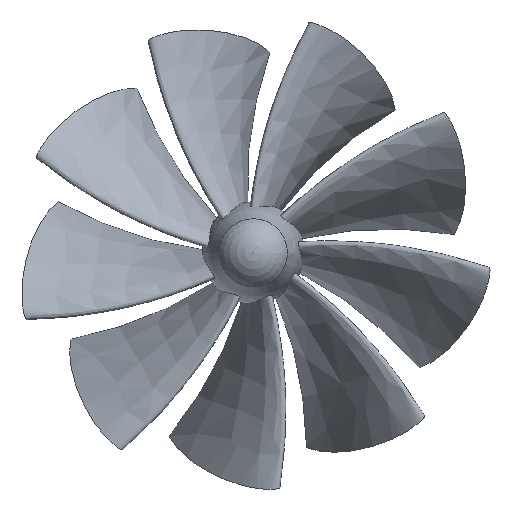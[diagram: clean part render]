
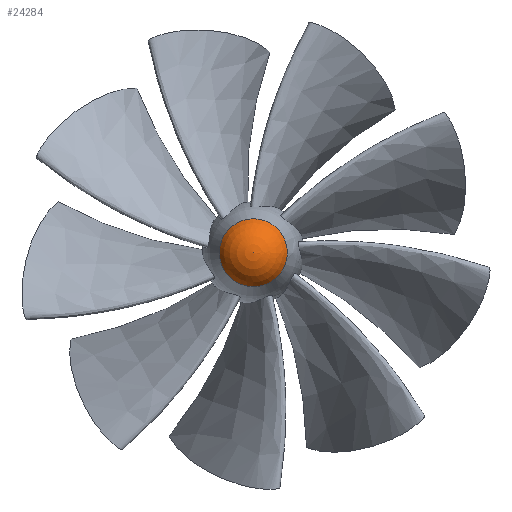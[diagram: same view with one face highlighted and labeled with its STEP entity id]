
A CAD part, top view. The second image highlights one B-rep face of the part: STEP entity #24284.
In plain terms, the highlighted spherical face has radius 5.842 mm.
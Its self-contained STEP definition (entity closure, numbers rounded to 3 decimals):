
#584 = SURFACE_OF_REVOLUTION('',#585,#590);
#585 = CIRCLE('',#586,30.83);
#586 = AXIS2_PLACEMENT_3D('',#587,#588,#589);
#587 = CARTESIAN_POINT('',(-22.83,0.,
    10.));
#588 = DIRECTION('',(0.,-1.,0.));
#589 = DIRECTION('',(1.,0.,0.));
#590 = AXIS1_PLACEMENT('',#591,#592);
#591 = CARTESIAN_POINT('',(0.,0.,0.));
#592 = DIRECTION('',(0.,0.,1.));
#13392 = VERTEX_POINT('',#13393);
#13393 = CARTESIAN_POINT('',(5.338,0.,
    22.533));
#13415 = EDGE_CURVE('',#13392,#13392,#13416,.T.);
#13416 = SURFACE_CURVE('',#13417,(#13422,#13429),.PCURVE_S1.);
#13417 = CIRCLE('',#13418,5.338);
#13418 = AXIS2_PLACEMENT_3D('',#13419,#13420,#13421);
#13419 = CARTESIAN_POINT('',(0.,0.,22.533));
#13420 = DIRECTION('',(0.,0.,1.));
#13421 = DIRECTION('',(1.,0.,0.));
#13422 = PCURVE('',#584,#13423);
#13423 = DEFINITIONAL_REPRESENTATION('',(#13424),#13428);
#13424 = LINE('',#13425,#13426);
#13425 = CARTESIAN_POINT('',(0.,6.702));
#13426 = VECTOR('',#13427,1.);
#13427 = DIRECTION('',(1.,0.));
#13428 = ( GEOMETRIC_REPRESENTATION_CONTEXT(2) 
PARAMETRIC_REPRESENTATION_CONTEXT() REPRESENTATION_CONTEXT('2D SPACE',''
  ) );
#13429 = PCURVE('',#13430,#13435);
#13430 = SPHERICAL_SURFACE('',#13431,5.842);
#13431 = AXIS2_PLACEMENT_3D('',#13432,#13433,#13434);
#13432 = CARTESIAN_POINT('',(0.,0.,
    20.158));
#13433 = DIRECTION('',(0.,0.,1.));
#13434 = DIRECTION('',(1.,0.,0.));
#13435 = DEFINITIONAL_REPRESENTATION('',(#13436),#13440);
#13436 = LINE('',#13437,#13438);
#13437 = CARTESIAN_POINT('',(0.,0.419));
#13438 = VECTOR('',#13439,1.);
#13439 = DIRECTION('',(1.,0.));
#13440 = ( GEOMETRIC_REPRESENTATION_CONTEXT(2) 
PARAMETRIC_REPRESENTATION_CONTEXT() REPRESENTATION_CONTEXT('2D SPACE',''
  ) );
#24284 = ADVANCED_FACE('',(#24285),#13430,.T.);
#24285 = FACE_BOUND('',#24286,.T.);
#24286 = EDGE_LOOP('',(#24287,#24288,#24312));
#24287 = ORIENTED_EDGE('',*,*,#13415,.T.);
#24288 = ORIENTED_EDGE('',*,*,#24289,.T.);
#24289 = EDGE_CURVE('',#13392,#24290,#24292,.T.);
#24290 = VERTEX_POINT('',#24291);
#24291 = CARTESIAN_POINT('',(0.,0.,26.)
  );
#24292 = SEAM_CURVE('',#24293,(#24298,#24305),.PCURVE_S1.);
#24293 = CIRCLE('',#24294,5.842);
#24294 = AXIS2_PLACEMENT_3D('',#24295,#24296,#24297);
#24295 = CARTESIAN_POINT('',(0.,0.,
    20.158));
#24296 = DIRECTION('',(0.,-1.,0.));
#24297 = DIRECTION('',(1.,0.,0.));
#24298 = PCURVE('',#13430,#24299);
#24299 = DEFINITIONAL_REPRESENTATION('',(#24300),#24304);
#24300 = LINE('',#24301,#24302);
#24301 = CARTESIAN_POINT('',(0.,0.));
#24302 = VECTOR('',#24303,1.);
#24303 = DIRECTION('',(0.,1.));
#24304 = ( GEOMETRIC_REPRESENTATION_CONTEXT(2) 
PARAMETRIC_REPRESENTATION_CONTEXT() REPRESENTATION_CONTEXT('2D SPACE',''
  ) );
#24305 = PCURVE('',#13430,#24306);
#24306 = DEFINITIONAL_REPRESENTATION('',(#24307),#24311);
#24307 = LINE('',#24308,#24309);
#24308 = CARTESIAN_POINT('',(6.283,0.));
#24309 = VECTOR('',#24310,1.);
#24310 = DIRECTION('',(0.,1.));
#24311 = ( GEOMETRIC_REPRESENTATION_CONTEXT(2) 
PARAMETRIC_REPRESENTATION_CONTEXT() REPRESENTATION_CONTEXT('2D SPACE',''
  ) );
#24312 = ORIENTED_EDGE('',*,*,#24289,.F.);
